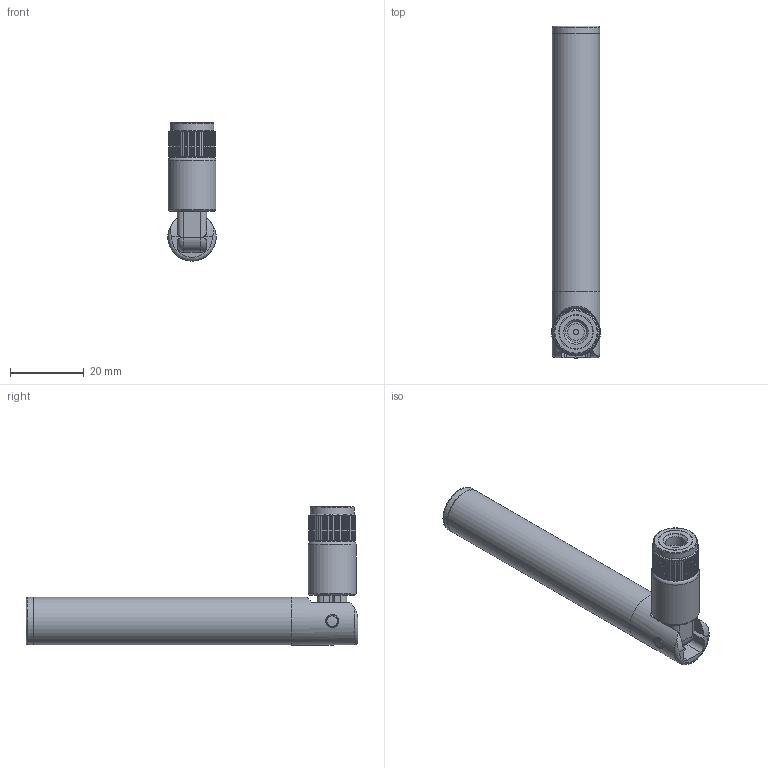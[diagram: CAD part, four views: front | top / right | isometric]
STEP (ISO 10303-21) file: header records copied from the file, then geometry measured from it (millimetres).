
FILE_DESCRIPTION (( 'STEP AP214' ), '1' );
FILE_NAME ('6GK57954MB000AA0_001_STEP.STEP', '2017-03-01T15:19:04', ( '' ), ( '' ), 'SwSTEP 2.0', 'SolidWorks 2014', '' );
FILE_SCHEMA (( 'AUTOMOTIVE_DESIGN' ));
Length unit declared in the file: millimetre
Products named in the file (2): Body; 6GK57954MB000AA0_001_STEP
Assembly tree (1 placements, depth 2):
  6GK57954MB000AA0_001_STEP
    Body
Bounding box: 13.13 x 90 x 37.45 mm (x, y, z)
Volume: 14407 mm3; surface area: 5840 mm2
Topology: 1 solids, 1 shells, 285 faces, 797 edges, 526 vertices
Faces by surface type: plane 177, cylinder 94, torus 9, cone 3, sphere 2
Full cylindrical faces by diameter (mm): 1.3 x1, 3.2 x2, 3.5 x2, 4.5 x1, 5.6 x1, 6.6 x1, 6.66 x1, 9.15 x1, 9.35 x1, 11.9 x1, 12.5 x1, 12.9 x2, 13 x2
Entity records: 9643 total; most frequent: CARTESIAN_POINT 2645, ORIENTED_EDGE 1538, DIRECTION 1240, EDGE_CURVE 769, VERTEX_POINT 524, AXIS2_PLACEMENT_3D 473, EDGE_LOOP 327, FACE_OUTER_BOUND 308
